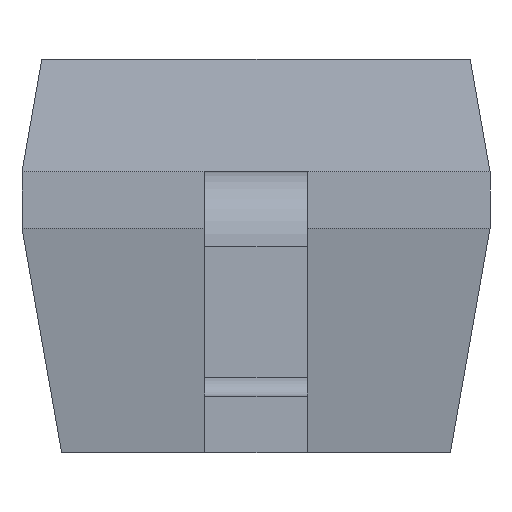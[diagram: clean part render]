
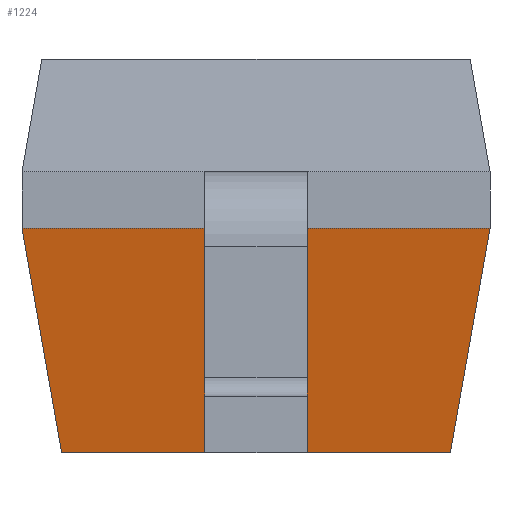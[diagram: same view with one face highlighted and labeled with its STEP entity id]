
A CAD part, left-side view. The second image highlights one B-rep face of the part: STEP entity #1224.
In plain terms, the highlighted planar face has unit normal (-0.985, 0, -0.174).
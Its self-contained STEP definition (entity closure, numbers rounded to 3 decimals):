
#987 = VERTEX_POINT('',#988);
#988 = CARTESIAN_POINT('',(-0.825,0.625,0.6));
#1017 = EDGE_CURVE('',#987,#1018,#1020,.T.);
#1018 = VERTEX_POINT('',#1019);
#1019 = CARTESIAN_POINT('',(-0.825,-0.625,0.6));
#1020 = LINE('',#1021,#1022);
#1021 = CARTESIAN_POINT('',(-0.825,-0.625,0.6));
#1022 = VECTOR('',#1023,1.);
#1023 = DIRECTION('',(0.,-1.,0.));
#1069 = EDGE_CURVE('',#1070,#1072,#1074,.T.);
#1070 = VERTEX_POINT('',#1071);
#1071 = CARTESIAN_POINT('',(-0.719,-0.519,0.));
#1072 = VERTEX_POINT('',#1073);
#1073 = CARTESIAN_POINT('',(-0.719,0.519,0.));
#1074 = LINE('',#1075,#1076);
#1075 = CARTESIAN_POINT('',(-0.719,0.625,0.));
#1076 = VECTOR('',#1077,1.);
#1077 = DIRECTION('',(0.,1.,0.));
#1189 = EDGE_CURVE('',#1070,#1018,#1190,.T.);
#1190 = LINE('',#1191,#1192);
#1191 = CARTESIAN_POINT('',(-0.825,-0.625,0.6));
#1192 = VECTOR('',#1193,1.);
#1193 = DIRECTION('',(-0.171,-0.171,0.97));
#1224 = ADVANCED_FACE('',(#1225),#1236,.T.);
#1225 = FACE_BOUND('',#1226,.T.);
#1226 = EDGE_LOOP('',(#1227,#1228,#1229,#1235));
#1227 = ORIENTED_EDGE('',*,*,#1189,.T.);
#1228 = ORIENTED_EDGE('',*,*,#1017,.F.);
#1229 = ORIENTED_EDGE('',*,*,#1230,.F.);
#1230 = EDGE_CURVE('',#1072,#987,#1231,.T.);
#1231 = LINE('',#1232,#1233);
#1232 = CARTESIAN_POINT('',(-0.788,0.588,0.393));
#1233 = VECTOR('',#1234,1.);
#1234 = DIRECTION('',(-0.171,0.171,0.97));
#1235 = ORIENTED_EDGE('',*,*,#1069,.F.);
#1236 = PLANE('',#1237);
#1237 = AXIS2_PLACEMENT_3D('',#1238,#1239,#1240);
#1238 = CARTESIAN_POINT('',(-0.825,-0.625,0.6));
#1239 = DIRECTION('',(-0.985,0.,-0.174));
#1240 = DIRECTION('',(0.,1.,0.));
